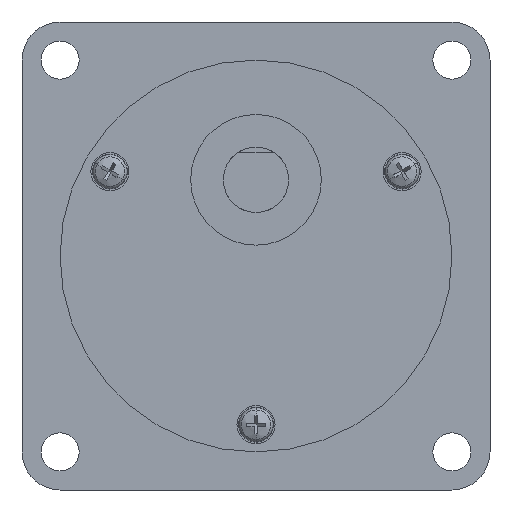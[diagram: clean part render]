
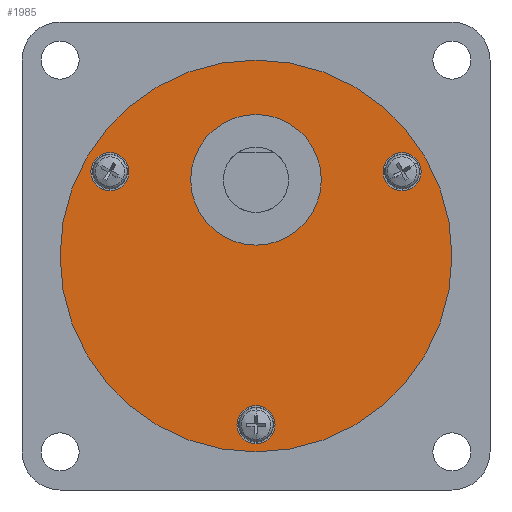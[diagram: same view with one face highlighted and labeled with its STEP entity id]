
A CAD part, left-side view. The second image highlights one B-rep face of the part: STEP entity #1985.
In plain terms, the highlighted planar face has unit normal (-1, 0, 0).
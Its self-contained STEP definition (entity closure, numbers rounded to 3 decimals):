
#1789=CARTESIAN_POINT('POINT13853',(1.,
   0.,6.));
#1790=VERTEX_POINT('VERTEX13853',#1789);
#1797=CARTESIAN_POINT('POINT13854',(1.,0.,
   -6.));
#1798=VERTEX_POINT('VERTEX13854',#1797);
#1799=CARTESIAN_POINT('POS19264',(1.,0.,
   0.));
#1800=DIRECTION('DIR29926',(-1.,0.,0.));
#1801=DIRECTION('DIR29927',(0.,0.,1.));
#1802=AXIS2_PLACEMENT_3D('AXIS10663',#1799,#1800,#1801);
#1803=CIRCLE('ELLIPSE5167',#1802,6.);
#1804=EDGE_CURVE('EDGE22661',#1790,#1798,#1803,.T.);
#1824=EDGE_CURVE('EDGE22663',#1798,#1790,#1803,.T.);
#1829=CARTESIAN_POINT('POINT13855',(1.,-1.75,-22.5));
#1830=VERTEX_POINT('VERTEX13855',#1829);
#1838=CARTESIAN_POINT('POINT13856',(1.,1.75,-22.5));
#1839=VERTEX_POINT('VERTEX13856',#1838);
#1846=CARTESIAN_POINT('POS19269',(1.,0.,
   -22.5));
#1847=DIRECTION('DIR29933',(1.,0.,0.));
#1848=DIRECTION('DIR29934',(0.,-1.,0.));
#1849=AXIS2_PLACEMENT_3D('AXIS10665',#1846,#1847,#1848);
#1850=CIRCLE('ELLIPSE5168',#1849,1.75);
#1851=EDGE_CURVE('EDGE22666',#1830,#1839,#1850,.T.);
#1862=EDGE_CURVE('EDGE22667',#1839,#1830,#1850,.T.);
#1869=CARTESIAN_POINT('POINT13857',(1.,-12.548,
   2.266));
#1870=VERTEX_POINT('VERTEX13857',#1869);
#1878=CARTESIAN_POINT('POINT13858',(1.,-14.298,
   -0.766));
#1879=VERTEX_POINT('VERTEX13858',#1878);
#1886=CARTESIAN_POINT('POS19273',(1.,-13.423,
   0.75));
#1887=DIRECTION('DIR29939',(1.,0.,
   0.));
#1888=DIRECTION('DIR29940',(0.,0.5,
   0.866));
#1889=AXIS2_PLACEMENT_3D('AXIS10667',#1886,#1887,#1888);
#1890=CIRCLE('ELLIPSE5169',#1889,1.75);
#1891=EDGE_CURVE('EDGE22670',#1870,#1879,#1890,.T.);
#1902=EDGE_CURVE('EDGE22671',#1879,#1870,#1890,.T.);
#1909=CARTESIAN_POINT('POINT13859',(1.,14.298,
   -0.766));
#1910=VERTEX_POINT('VERTEX13859',#1909);
#1918=CARTESIAN_POINT('POINT13860',(1.,
   12.548,2.266));
#1919=VERTEX_POINT('VERTEX13860',#1918);
#1926=CARTESIAN_POINT('POS19277',(1.,13.423,
   0.75));
#1927=DIRECTION('DIR29945',(1.,0.,
   0.));
#1928=DIRECTION('DIR29946',(0.,0.5,
   -0.866));
#1929=AXIS2_PLACEMENT_3D('AXIS10669',#1926,#1927,#1928);
#1930=CIRCLE('ELLIPSE5170',#1929,1.75);
#1931=EDGE_CURVE('EDGE22674',#1910,#1919,#1930,.T.);
#1942=EDGE_CURVE('EDGE22675',#1919,#1910,#1930,.T.);
#1949=CARTESIAN_POINT('POINT13861',(1.,0.,-25.));
#1950=VERTEX_POINT('VERTEX13861',#1949);
#1951=CARTESIAN_POINT('POINT13862',(1.,
   0.,11.));
#1952=VERTEX_POINT('VERTEX13862',#1951);
#1953=CARTESIAN_POINT('POS19279',(1.,0.,-7.));
#1954=DIRECTION('DIR29949',(-1.,0.,0.));
#1955=DIRECTION('DIR29950',(0.,0.,-1.));
#1956=AXIS2_PLACEMENT_3D('AXIS10671',#1953,#1954,#1955);
#1957=CIRCLE('ELLIPSE5171',#1956,18.);
#1958=EDGE_CURVE('EDGE22676',#1950,#1952,#1957,.T.);
#1959=ORIENTED_EDGE('COEDGE45463',*,*,#1958,.T.);
#1960=EDGE_CURVE('EDGE22677',#1952,#1950,#1957,.T.);
#1961=ORIENTED_EDGE('COEDGE45464',*,*,#1960,.T.);
#1962=EDGE_LOOP('NONE',(#1959,#1961));
#1963=FACE_BOUND('LOOP1',#1962,.T.);
#1964=ORIENTED_EDGE('COEDGE45465',*,*,#1942,.T.);
#1965=ORIENTED_EDGE('COEDGE45466',*,*,#1931,.T.);
#1966=EDGE_LOOP('NONE',(#1964,#1965));
#1967=FACE_BOUND('LOOP1',#1966,.T.);
#1968=ORIENTED_EDGE('COEDGE45467',*,*,#1902,.T.);
#1969=ORIENTED_EDGE('COEDGE45468',*,*,#1891,.T.);
#1970=EDGE_LOOP('NONE',(#1968,#1969));
#1971=FACE_BOUND('LOOP1',#1970,.T.);
#1972=ORIENTED_EDGE('COEDGE45469',*,*,#1862,.T.);
#1973=ORIENTED_EDGE('COEDGE45470',*,*,#1851,.T.);
#1974=EDGE_LOOP('NONE',(#1972,#1973));
#1975=FACE_BOUND('LOOP1',#1974,.T.);
#1976=ORIENTED_EDGE('COEDGE45471',*,*,#1824,.F.);
#1977=ORIENTED_EDGE('COEDGE45472',*,*,#1804,.F.);
#1978=EDGE_LOOP('NONE',(#1976,#1977));
#1979=FACE_BOUND('LOOP1',#1978,.T.);
#1980=CARTESIAN_POINT('POS19280',(1.,0.,-7.));
#1981=DIRECTION('DIR29951',(-1.,0.,0.));
#1982=DIRECTION('DIR29952',(0.,1.,0.));
#1983=AXIS2_PLACEMENT_3D('AXIS10672',#1980,#1981,#1982);
#1984=PLANE('PLANE3246',#1983);
#1985=ADVANCED_FACE('FACE9875',(#1963,#1967,#1971,#1975,#1979),#1984,.T.
   );
